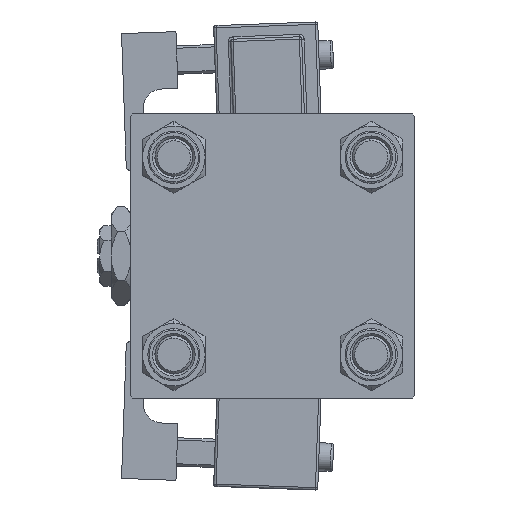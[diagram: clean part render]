
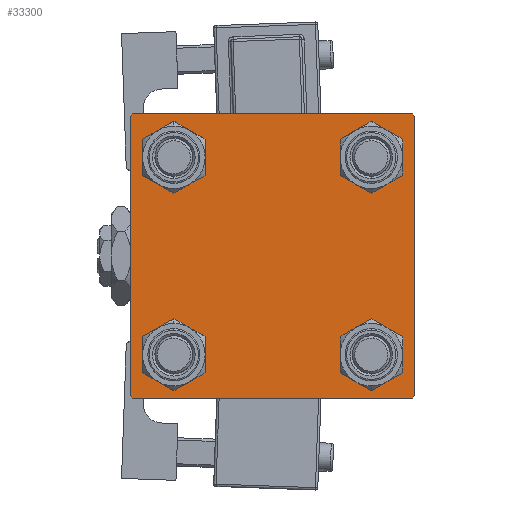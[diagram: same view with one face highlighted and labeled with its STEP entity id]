
A CAD part, left-side view. The second image highlights one B-rep face of the part: STEP entity #33300.
In plain terms, the highlighted planar face has unit normal (-1, 0, 0).
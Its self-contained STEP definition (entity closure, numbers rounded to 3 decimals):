
#654 = CIRCLE ( 'NONE', #5972, 4.5 ) ;
#863 = LINE ( 'NONE', #47805, #43335 ) ;
#1421 = FACE_BOUND ( 'NONE', #49069, .T. ) ;
#1724 = CIRCLE ( 'NONE', #32791, 4.5 ) ;
#1924 = LINE ( 'NONE', #32205, #27740 ) ;
#2598 = EDGE_LOOP ( 'NONE', ( #9293, #4595 ) ) ;
#2915 = CARTESIAN_POINT ( 'NONE',  ( 0., -20.85, -20.85 ) ) ;
#2938 = VERTEX_POINT ( 'NONE', #5722 ) ;
#3341 = CARTESIAN_POINT ( 'NONE',  ( 0., -20.85, -20.85 ) ) ;
#3539 = DIRECTION ( 'NONE',  ( 0., 0., 1. ) ) ;
#4595 = ORIENTED_EDGE ( 'NONE', *, *, #51363, .T. ) ;
#4757 = DIRECTION ( 'NONE',  ( 0., 0., -1. ) ) ;
#4775 = ORIENTED_EDGE ( 'NONE', *, *, #14912, .F. ) ;
#5206 = ORIENTED_EDGE ( 'NONE', *, *, #16119, .T. ) ;
#5625 = CARTESIAN_POINT ( 'NONE',  ( 0., -30., -29.5 ) ) ;
#5722 = CARTESIAN_POINT ( 'NONE',  ( 0., -29.5, 30. ) ) ;
#5867 = DIRECTION ( 'NONE',  ( 0., 0., 1. ) ) ;
#5972 = AXIS2_PLACEMENT_3D ( 'NONE', #47205, #21924, #47751 ) ;
#6112 = EDGE_LOOP ( 'NONE', ( #41794, #5206, #9546, #37466, #43767, #11770, #4775, #42573 ) ) ;
#6877 = CARTESIAN_POINT ( 'NONE',  ( 0., 29.5, 30. ) ) ;
#8033 = DIRECTION ( 'NONE',  ( 0., 0., 1. ) ) ;
#8181 = VERTEX_POINT ( 'NONE', #50716 ) ;
#8977 = CIRCLE ( 'NONE', #25899, 4.5 ) ;
#9293 = ORIENTED_EDGE ( 'NONE', *, *, #48610, .T. ) ;
#9460 = PLANE ( 'NONE',  #49432 ) ;
#9546 = ORIENTED_EDGE ( 'NONE', *, *, #48931, .T. ) ;
#10416 = CARTESIAN_POINT ( 'NONE',  ( 0., -20.85, 16.35 ) ) ;
#11383 = CIRCLE ( 'NONE', #38927, 4.5 ) ;
#11770 = ORIENTED_EDGE ( 'NONE', *, *, #26608, .T. ) ;
#12227 = EDGE_CURVE ( 'NONE', #51144, #8181, #44253, .T. ) ;
#12375 = VERTEX_POINT ( 'NONE', #50880 ) ;
#12408 = ORIENTED_EDGE ( 'NONE', *, *, #34132, .T. ) ;
#13013 = CARTESIAN_POINT ( 'NONE',  ( 0., 20.85, 20.85 ) ) ;
#13136 = DIRECTION ( 'NONE',  ( 1., 0., 0. ) ) ;
#13217 = CARTESIAN_POINT ( 'NONE',  ( 0., 30., -30. ) ) ;
#13251 = CIRCLE ( 'NONE', #49620, 4.5 ) ;
#13635 = DIRECTION ( 'NONE',  ( 0., 0., -1. ) ) ;
#13971 = LINE ( 'NONE', #46756, #27747 ) ;
#14310 = VERTEX_POINT ( 'NONE', #19155 ) ;
#14524 = CARTESIAN_POINT ( 'NONE',  ( 0., 29.75, 29.75 ) ) ;
#14817 = CARTESIAN_POINT ( 'NONE',  ( 0., 20.85, -16.35 ) ) ;
#14912 = EDGE_CURVE ( 'NONE', #51144, #2938, #13971, .T. ) ;
#16119 = EDGE_CURVE ( 'NONE', #44652, #38958, #39146, .T. ) ;
#17017 = EDGE_CURVE ( 'NONE', #27344, #49077, #28521, .T. ) ;
#17542 = FACE_BOUND ( 'NONE', #45913, .T. ) ;
#18034 = CARTESIAN_POINT ( 'NONE',  ( 0., 29.75, -29.75 ) ) ;
#19128 = EDGE_CURVE ( 'NONE', #49127, #37680, #1924, .T. ) ;
#19155 = CARTESIAN_POINT ( 'NONE',  ( 0., -20.85, -25.35 ) ) ;
#20332 = LINE ( 'NONE', #20619, #27147 ) ;
#20619 = CARTESIAN_POINT ( 'NONE',  ( 0., -29.75, 29.75 ) ) ;
#20725 = CARTESIAN_POINT ( 'NONE',  ( 0., 20.85, 25.35 ) ) ;
#20783 = ORIENTED_EDGE ( 'NONE', *, *, #49173, .T. ) ;
#21471 = AXIS2_PLACEMENT_3D ( 'NONE', #30617, #34513, #5867 ) ;
#21581 = LINE ( 'NONE', #13217, #51329 ) ;
#21924 = DIRECTION ( 'NONE',  ( 1., 0., 0. ) ) ;
#21983 = DIRECTION ( 'NONE',  ( -1., 0., 0. ) ) ;
#23674 = DIRECTION ( 'NONE',  ( 0., -1., 0. ) ) ;
#24661 = CARTESIAN_POINT ( 'NONE',  ( 0., 20.85, 20.85 ) ) ;
#25156 = ORIENTED_EDGE ( 'NONE', *, *, #17017, .T. ) ;
#25293 = ORIENTED_EDGE ( 'NONE', *, *, #33500, .T. ) ;
#25899 = AXIS2_PLACEMENT_3D ( 'NONE', #3341, #45317, #37540 ) ;
#26444 = DIRECTION ( 'NONE',  ( 0., 0., 1. ) ) ;
#26608 = EDGE_CURVE ( 'NONE', #53029, #2938, #20332, .T. ) ;
#26846 = VERTEX_POINT ( 'NONE', #27256 ) ;
#27147 = VECTOR ( 'NONE', #29229, 1000. ) ;
#27256 = CARTESIAN_POINT ( 'NONE',  ( 0., -20.85, -16.35 ) ) ;
#27344 = VERTEX_POINT ( 'NONE', #49375 ) ;
#27740 = VECTOR ( 'NONE', #44700, 1000. ) ;
#27747 = VECTOR ( 'NONE', #23674, 1000. ) ;
#28520 = CARTESIAN_POINT ( 'NONE',  ( 0., 20.85, -20.85 ) ) ;
#28521 = CIRCLE ( 'NONE', #21471, 4.5 ) ;
#29229 = DIRECTION ( 'NONE',  ( 0., 0.707, 0.707 ) ) ;
#29656 = DIRECTION ( 'NONE',  ( 1., 0., 0. ) ) ;
#30341 = FACE_BOUND ( 'NONE', #2598, .T. ) ;
#30617 = CARTESIAN_POINT ( 'NONE',  ( 0., -20.85, 20.85 ) ) ;
#30893 = CIRCLE ( 'NONE', #37109, 4.5 ) ;
#32205 = CARTESIAN_POINT ( 'NONE',  ( 0., -29.75, -29.75 ) ) ;
#32791 = AXIS2_PLACEMENT_3D ( 'NONE', #28520, #36303, #53250 ) ;
#32963 = VECTOR ( 'NONE', #53134, 1000. ) ;
#33300 = ADVANCED_FACE ( 'NONE', ( #17542, #1421, #34501, #30341, #47530 ), #9460, .T. ) ;
#33500 = EDGE_CURVE ( 'NONE', #49077, #27344, #654, .T. ) ;
#34132 = EDGE_CURVE ( 'NONE', #51886, #37272, #38848, .T. ) ;
#34501 = FACE_BOUND ( 'NONE', #49230, .T. ) ;
#34513 = DIRECTION ( 'NONE',  ( 1., 0., 0. ) ) ;
#35372 = EDGE_CURVE ( 'NONE', #53029, #37680, #863, .T. ) ;
#35490 = VECTOR ( 'NONE', #4757, 1000. ) ;
#36303 = DIRECTION ( 'NONE',  ( 1., 0., 0. ) ) ;
#37109 = AXIS2_PLACEMENT_3D ( 'NONE', #13013, #37501, #8033 ) ;
#37272 = VERTEX_POINT ( 'NONE', #49129 ) ;
#37466 = ORIENTED_EDGE ( 'NONE', *, *, #19128, .T. ) ;
#37501 = DIRECTION ( 'NONE',  ( 1., 0., 0. ) ) ;
#37540 = DIRECTION ( 'NONE',  ( 0., 0., 1. ) ) ;
#37680 = VERTEX_POINT ( 'NONE', #5625 ) ;
#37840 = CARTESIAN_POINT ( 'NONE',  ( 0., 30., 30. ) ) ;
#38404 = EDGE_CURVE ( 'NONE', #37272, #51886, #1724, .T. ) ;
#38482 = VERTEX_POINT ( 'NONE', #20725 ) ;
#38848 = CIRCLE ( 'NONE', #51257, 4.5 ) ;
#38927 = AXIS2_PLACEMENT_3D ( 'NONE', #2915, #44336, #49305 ) ;
#38958 = VERTEX_POINT ( 'NONE', #48066 ) ;
#39146 = LINE ( 'NONE', #18034, #54255 ) ;
#39360 = CARTESIAN_POINT ( 'NONE',  ( 0., -30., 29.5 ) ) ;
#39636 = EDGE_CURVE ( 'NONE', #8181, #44652, #46703, .T. ) ;
#40427 = CARTESIAN_POINT ( 'NONE',  ( 0., 30., -29.5 ) ) ;
#40978 = ORIENTED_EDGE ( 'NONE', *, *, #38404, .T. ) ;
#41794 = ORIENTED_EDGE ( 'NONE', *, *, #39636, .T. ) ;
#42573 = ORIENTED_EDGE ( 'NONE', *, *, #12227, .T. ) ;
#42621 = CARTESIAN_POINT ( 'NONE',  ( 0., 20.85, -20.85 ) ) ;
#43335 = VECTOR ( 'NONE', #13635, 1000. ) ;
#43512 = ORIENTED_EDGE ( 'NONE', *, *, #54771, .T. ) ;
#43596 = DIRECTION ( 'NONE',  ( 0., -0.707, -0.707 ) ) ;
#43767 = ORIENTED_EDGE ( 'NONE', *, *, #35372, .F. ) ;
#44253 = LINE ( 'NONE', #14524, #32963 ) ;
#44336 = DIRECTION ( 'NONE',  ( 1., 0., 0. ) ) ;
#44652 = VERTEX_POINT ( 'NONE', #40427 ) ;
#44700 = DIRECTION ( 'NONE',  ( 0., -0.707, 0.707 ) ) ;
#45317 = DIRECTION ( 'NONE',  ( 1., 0., 0. ) ) ;
#45913 = EDGE_LOOP ( 'NONE', ( #25156, #25293 ) ) ;
#46314 = DIRECTION ( 'NONE',  ( 0., -1., 0. ) ) ;
#46703 = LINE ( 'NONE', #37840, #35490 ) ;
#46756 = CARTESIAN_POINT ( 'NONE',  ( 0., 30., 30. ) ) ;
#47205 = CARTESIAN_POINT ( 'NONE',  ( 0., -20.85, 20.85 ) ) ;
#47264 = CARTESIAN_POINT ( 'NONE',  ( 0., 0., 0. ) ) ;
#47530 = FACE_OUTER_BOUND ( 'NONE', #6112, .T. ) ;
#47751 = DIRECTION ( 'NONE',  ( 0., 0., 1. ) ) ;
#47805 = CARTESIAN_POINT ( 'NONE',  ( 0., -30., 30. ) ) ;
#48066 = CARTESIAN_POINT ( 'NONE',  ( 0., 29.5, -30. ) ) ;
#48610 = EDGE_CURVE ( 'NONE', #38482, #12375, #30893, .T. ) ;
#48931 = EDGE_CURVE ( 'NONE', #38958, #49127, #21581, .T. ) ;
#49069 = EDGE_LOOP ( 'NONE', ( #43512, #20783 ) ) ;
#49077 = VERTEX_POINT ( 'NONE', #10416 ) ;
#49127 = VERTEX_POINT ( 'NONE', #49576 ) ;
#49129 = CARTESIAN_POINT ( 'NONE',  ( 0., 20.85, -25.35 ) ) ;
#49173 = EDGE_CURVE ( 'NONE', #14310, #26846, #11383, .T. ) ;
#49230 = EDGE_LOOP ( 'NONE', ( #12408, #40978 ) ) ;
#49305 = DIRECTION ( 'NONE',  ( 0., 0., 1. ) ) ;
#49375 = CARTESIAN_POINT ( 'NONE',  ( 0., -20.85, 25.35 ) ) ;
#49432 = AXIS2_PLACEMENT_3D ( 'NONE', #47264, #21983, #26444 ) ;
#49576 = CARTESIAN_POINT ( 'NONE',  ( 0., -29.5, -30. ) ) ;
#49620 = AXIS2_PLACEMENT_3D ( 'NONE', #24661, #29656, #3539 ) ;
#50716 = CARTESIAN_POINT ( 'NONE',  ( 0., 30., 29.5 ) ) ;
#50880 = CARTESIAN_POINT ( 'NONE',  ( 0., 20.85, 16.35 ) ) ;
#51144 = VERTEX_POINT ( 'NONE', #6877 ) ;
#51257 = AXIS2_PLACEMENT_3D ( 'NONE', #42621, #13136, #51763 ) ;
#51329 = VECTOR ( 'NONE', #46314, 1000. ) ;
#51363 = EDGE_CURVE ( 'NONE', #12375, #38482, #13251, .T. ) ;
#51763 = DIRECTION ( 'NONE',  ( 0., 0., 1. ) ) ;
#51886 = VERTEX_POINT ( 'NONE', #14817 ) ;
#53029 = VERTEX_POINT ( 'NONE', #39360 ) ;
#53134 = DIRECTION ( 'NONE',  ( 0., 0.707, -0.707 ) ) ;
#53250 = DIRECTION ( 'NONE',  ( 0., 0., 1. ) ) ;
#54255 = VECTOR ( 'NONE', #43596, 1000. ) ;
#54771 = EDGE_CURVE ( 'NONE', #26846, #14310, #8977, .T. ) ;
